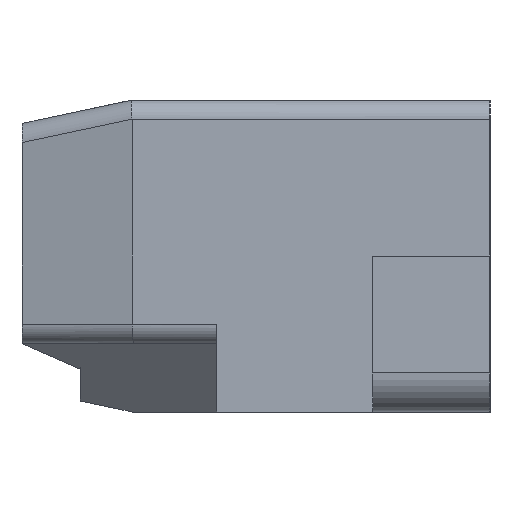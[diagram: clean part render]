
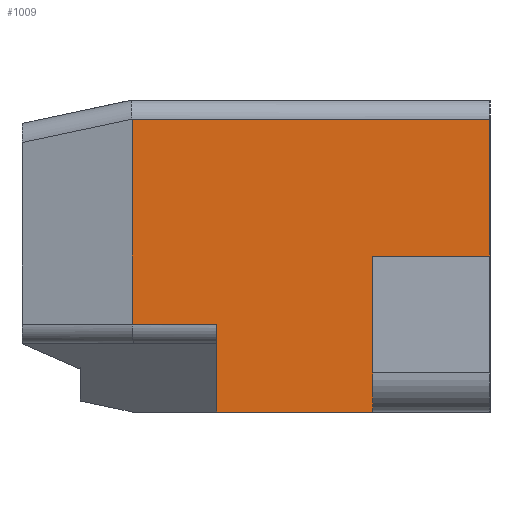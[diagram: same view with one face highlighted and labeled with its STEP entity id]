
A CAD part, left-side view. The second image highlights one B-rep face of the part: STEP entity #1009.
In plain terms, the highlighted planar face has unit normal (-1, 0, 0).
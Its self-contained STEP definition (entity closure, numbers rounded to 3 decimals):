
#81=FACE_OUTER_BOUND('',#136,.T.);
#136=EDGE_LOOP('',(#738,#739,#740,#741,#742,#743,#744,#745));
#218=LINE('',#1520,#342);
#219=LINE('',#1523,#343);
#221=LINE('',#1529,#345);
#222=LINE('',#1531,#346);
#223=LINE('',#1533,#347);
#224=LINE('',#1535,#348);
#225=LINE('',#1537,#349);
#226=LINE('',#1538,#350);
#342=VECTOR('',#1229,10.);
#343=VECTOR('',#1232,10.);
#345=VECTOR('',#1238,10.);
#346=VECTOR('',#1239,10.);
#347=VECTOR('',#1240,10.);
#348=VECTOR('',#1241,10.);
#349=VECTOR('',#1242,10.);
#350=VECTOR('',#1243,10.);
#462=VERTEX_POINT('',#1510);
#465=VERTEX_POINT('',#1518);
#466=VERTEX_POINT('',#1522);
#468=VERTEX_POINT('',#1528);
#469=VERTEX_POINT('',#1530);
#470=VERTEX_POINT('',#1532);
#471=VERTEX_POINT('',#1534);
#472=VERTEX_POINT('',#1536);
#569=EDGE_CURVE('',#465,#462,#218,.T.);
#570=EDGE_CURVE('',#462,#466,#219,.T.);
#573=EDGE_CURVE('',#468,#465,#221,.T.);
#574=EDGE_CURVE('',#469,#468,#222,.T.);
#575=EDGE_CURVE('',#469,#470,#223,.T.);
#576=EDGE_CURVE('',#470,#471,#224,.T.);
#577=EDGE_CURVE('',#472,#471,#225,.T.);
#578=EDGE_CURVE('',#466,#472,#226,.T.);
#738=ORIENTED_EDGE('',*,*,#569,.F.);
#739=ORIENTED_EDGE('',*,*,#573,.F.);
#740=ORIENTED_EDGE('',*,*,#574,.F.);
#741=ORIENTED_EDGE('',*,*,#575,.T.);
#742=ORIENTED_EDGE('',*,*,#576,.T.);
#743=ORIENTED_EDGE('',*,*,#577,.F.);
#744=ORIENTED_EDGE('',*,*,#578,.F.);
#745=ORIENTED_EDGE('',*,*,#570,.F.);
#960=PLANE('',#1090);
#1009=ADVANCED_FACE('',(#81),#960,.T.);
#1090=AXIS2_PLACEMENT_3D('',#1527,#1236,#1237);
#1229=DIRECTION('',(0.,1.,0.));
#1232=DIRECTION('',(0.,0.,1.));
#1236=DIRECTION('center_axis',(-1.,0.,0.));
#1237=DIRECTION('ref_axis',(0.,0.,1.));
#1238=DIRECTION('',(0.,0.,1.));
#1239=DIRECTION('',(0.,1.,0.));
#1240=DIRECTION('',(0.,0.,1.));
#1241=DIRECTION('',(0.,-1.,0.));
#1242=DIRECTION('',(0.,0.,-1.));
#1243=DIRECTION('',(0.,-1.,0.));
#1510=CARTESIAN_POINT('',(-1.225,0.918,-0.175));
#1518=CARTESIAN_POINT('',(-1.225,0.7,-0.175));
#1520=CARTESIAN_POINT('',(-1.225,0.,-0.175));
#1522=CARTESIAN_POINT('',(-1.225,0.918,0.35));
#1523=CARTESIAN_POINT('',(-1.225,0.918,-0.113));
#1527=CARTESIAN_POINT('Origin',(-1.225,0.,-0.225));
#1528=CARTESIAN_POINT('',(-1.225,0.7,-0.4));
#1529=CARTESIAN_POINT('',(-1.225,0.7,-0.4));
#1530=CARTESIAN_POINT('',(-1.225,0.3,-0.4));
#1531=CARTESIAN_POINT('',(-1.225,0.3,-0.4));
#1532=CARTESIAN_POINT('',(-1.225,0.3,0.));
#1533=CARTESIAN_POINT('',(-1.225,0.3,-0.213));
#1534=CARTESIAN_POINT('',(-1.225,0.,0.));
#1535=CARTESIAN_POINT('',(-1.225,0.,0.));
#1536=CARTESIAN_POINT('',(-1.225,0.,0.35));
#1537=CARTESIAN_POINT('',(-1.225,0.,0.4));
#1538=CARTESIAN_POINT('',(-1.225,0.,0.35));
